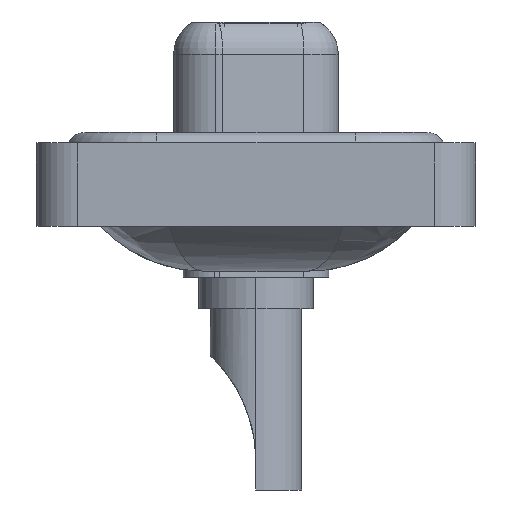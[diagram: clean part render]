
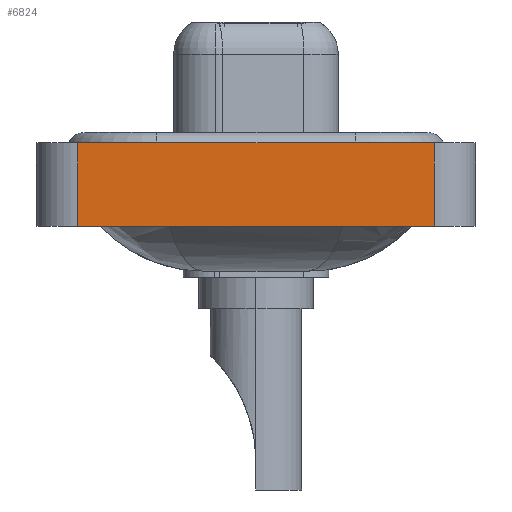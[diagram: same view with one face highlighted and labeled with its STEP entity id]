
A CAD part, left-side view. The second image highlights one B-rep face of the part: STEP entity #6824.
In plain terms, the highlighted planar face has unit normal (-1, 0, 0).
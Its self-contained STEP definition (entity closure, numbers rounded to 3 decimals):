
#275 = CARTESIAN_POINT ( 'NONE',  ( -7.35, -8.55, 0.4 ) ) ;
#321 = PLANE ( 'NONE',  #7292 ) ;
#994 = CARTESIAN_POINT ( 'NONE',  ( -7.35, 8.55, -3.6 ) ) ;
#2424 = DIRECTION ( 'NONE',  ( 0., 0., 1. ) ) ;
#2828 = LINE ( 'NONE', #8035, #11475 ) ;
#2994 = CARTESIAN_POINT ( 'NONE',  ( -7.35, 8.55, 0.4 ) ) ;
#3010 = CARTESIAN_POINT ( 'NONE',  ( -7.35, -8.55, 0.4 ) ) ;
#3508 = ORIENTED_EDGE ( 'NONE', *, *, #9482, .T. ) ;
#5075 = CARTESIAN_POINT ( 'NONE',  ( -7.35, 8.55, -3.6 ) ) ;
#5641 = DIRECTION ( 'NONE',  ( 0., -1., 0. ) ) ;
#5872 = VERTEX_POINT ( 'NONE', #3010 ) ;
#6272 = DIRECTION ( 'NONE',  ( 0., 0., 1. ) ) ;
#6824 = ADVANCED_FACE ( 'NONE', ( #15929 ), #321, .T. ) ;
#7168 = VECTOR ( 'NONE', #10791, 1000. ) ;
#7292 = AXIS2_PLACEMENT_3D ( 'NONE', #12271, #9701, #14899 ) ;
#7648 = VERTEX_POINT ( 'NONE', #2994 ) ;
#7679 = ORIENTED_EDGE ( 'NONE', *, *, #10297, .F. ) ;
#8035 = CARTESIAN_POINT ( 'NONE',  ( -7.35, -8.55, -3.6 ) ) ;
#8047 = CARTESIAN_POINT ( 'NONE',  ( -7.35, -8.55, -3.6 ) ) ;
#8667 = LINE ( 'NONE', #994, #13405 ) ;
#9109 = VECTOR ( 'NONE', #5641, 1000. ) ;
#9300 = ORIENTED_EDGE ( 'NONE', *, *, #14004, .F. ) ;
#9482 = EDGE_CURVE ( 'NONE', #13986, #5872, #2828, .T. ) ;
#9701 = DIRECTION ( 'NONE',  ( -1., 0., 0. ) ) ;
#9984 = ORIENTED_EDGE ( 'NONE', *, *, #12009, .T. ) ;
#10297 = EDGE_CURVE ( 'NONE', #15874, #7648, #8667, .T. ) ;
#10630 = CARTESIAN_POINT ( 'NONE',  ( -7.35, -8.55, -3.6 ) ) ;
#10791 = DIRECTION ( 'NONE',  ( 0., -1., 0. ) ) ;
#11475 = VECTOR ( 'NONE', #2424, 1000. ) ;
#11570 = LINE ( 'NONE', #10630, #7168 ) ;
#11973 = LINE ( 'NONE', #275, #9109 ) ;
#12009 = EDGE_CURVE ( 'NONE', #15874, #13986, #11570, .T. ) ;
#12271 = CARTESIAN_POINT ( 'NONE',  ( -7.35, -8.55, -3.6 ) ) ;
#13405 = VECTOR ( 'NONE', #6272, 1000. ) ;
#13986 = VERTEX_POINT ( 'NONE', #8047 ) ;
#14004 = EDGE_CURVE ( 'NONE', #7648, #5872, #11973, .T. ) ;
#14899 = DIRECTION ( 'NONE',  ( 0., 0., 1. ) ) ;
#15593 = EDGE_LOOP ( 'NONE', ( #3508, #9300, #7679, #9984 ) ) ;
#15874 = VERTEX_POINT ( 'NONE', #5075 ) ;
#15929 = FACE_OUTER_BOUND ( 'NONE', #15593, .T. ) ;
